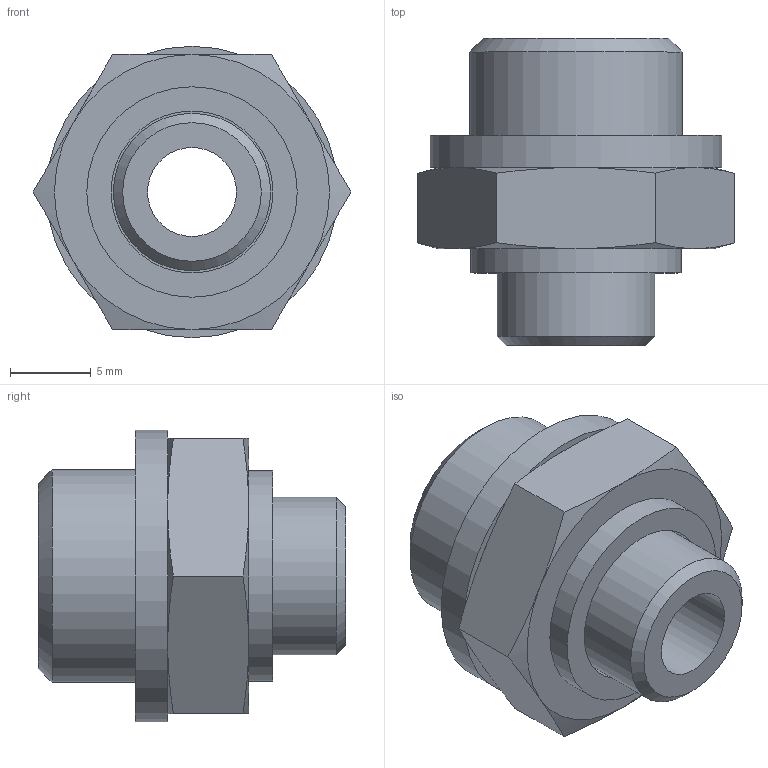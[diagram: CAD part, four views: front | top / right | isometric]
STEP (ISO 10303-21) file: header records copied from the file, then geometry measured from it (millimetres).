
FILE_DESCRIPTION(/* description */ ('STEP AP214'),/* implementation_level */ '2;1');
FILE_NAME(/* name */ '8142584_NPFC-DS-G18-G14-M',/* time_stamp */ '2024-09-12T23:26:23+02:00',/* author */ ('License CC BY-ND 4.0'),/* organization */ ('CADENAS'),/* preprocessor_version */ 'ST-DEVELOPER v19.3',/* originating_system */ 'PARTsolutions',/* authorisation */ ' ');
FILE_SCHEMA (('AUTOMOTIVE_DESIGN {1 0 10303 214 3 1 1}'));
Length unit declared in the file: millimetre
Products named in the file (4): 8142584 NPFC-DS-G18-G14-M; 8030270 NPFC-D-G18-G14-M; 2223 O-1/8; 2224 O-1/4
Assembly tree (3 placements, depth 2):
  8142584 NPFC-DS-G18-G14-M
    8030270 NPFC-D-G18-G14-M
    2223 O-1/8
    2224 O-1/4
Bounding box: 19.63 x 19 x 18 mm (x, y, z)
Volume: 2244 mm3; surface area: 2278.6 mm2
Topology: 3 solids, 3 shells, 37 faces, 71 edges, 42 vertices
Faces by surface type: cone 15, plane 14, cylinder 8
Full cylindrical faces by diameter (mm): 5.5 x1, 9.21 x1, 9.728 x1, 10 x1, 13 x1, 13.157 x1, 13.2 x1, 18 x1
Entity records: 1009 total; most frequent: CARTESIAN_POINT 215, DIRECTION 148, ORIENTED_EDGE 120, AXIS2_PLACEMENT_3D 71, EDGE_CURVE 60, EDGE_LOOP 56, FACE_BOUND 56, VERTEX_POINT 42
